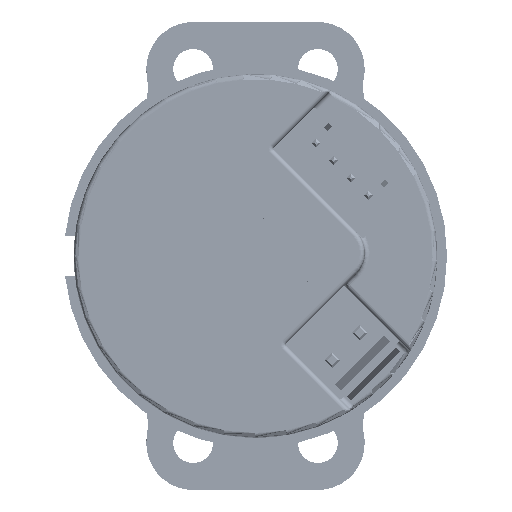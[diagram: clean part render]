
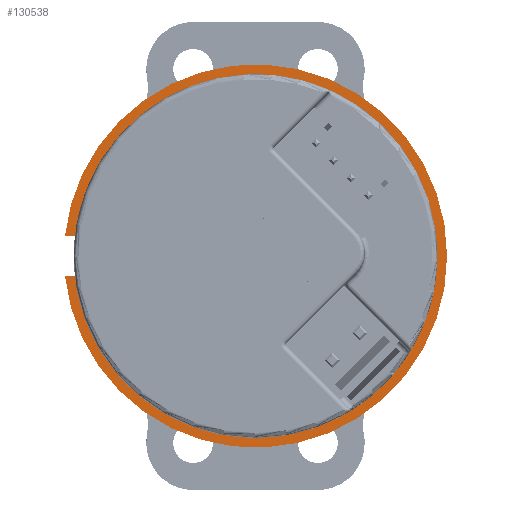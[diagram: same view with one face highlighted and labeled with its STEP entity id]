
A CAD part, front view. The second image highlights one B-rep face of the part: STEP entity #130538.
In plain terms, the highlighted face is planar.
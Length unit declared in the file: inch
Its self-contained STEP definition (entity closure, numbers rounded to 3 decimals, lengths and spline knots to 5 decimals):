
#470 = DIRECTION ( 'NONE',  ( 0., 0., -1. ) ) ;
#3988 = VERTEX_POINT ( 'NONE', #4703 ) ;
#4703 = CARTESIAN_POINT ( 'NONE',  ( 0.76367, -0.07874, 1.96063 ) ) ;
#10223 = CARTESIAN_POINT ( 'NONE',  ( 0.70427, -0.07874, 1.96063 ) ) ;
#12294 = DIRECTION ( 'NONE',  ( -1., 0., 0. ) ) ;
#13254 = FACE_OUTER_BOUND ( 'NONE', #87374, .T. ) ;
#13863 = CARTESIAN_POINT ( 'NONE',  ( 0.76367, 0.07874, 1.96063 ) ) ;
#22369 = AXIS2_PLACEMENT_3D ( 'NONE', #57125, #171681, #48083 ) ;
#24007 = CARTESIAN_POINT ( 'NONE',  ( 0.70427, 0.07874, 1.96063 ) ) ;
#29674 = CARTESIAN_POINT ( 'NONE',  ( 0.70427, -0.07874, 1.96063 ) ) ;
#32409 = DIRECTION ( 'NONE',  ( -1., 0., 0. ) ) ;
#34966 = ORIENTED_EDGE ( 'NONE', *, *, #186758, .F. ) ;
#41896 = CARTESIAN_POINT ( 'NONE',  ( 0., 0., 1.96063 ) ) ;
#44132 = DIRECTION ( 'NONE',  ( 0., 0., -1. ) ) ;
#48083 = DIRECTION ( 'NONE',  ( -1., 0., 0. ) ) ;
#50466 = VERTEX_POINT ( 'NONE', #130975 ) ;
#54693 = CARTESIAN_POINT ( 'NONE',  ( -0.76772, 0., 1.96063 ) ) ;
#57125 = CARTESIAN_POINT ( 'NONE',  ( 0., 0., 1.96063 ) ) ;
#59081 = CARTESIAN_POINT ( 'NONE',  ( 0.76772, 0., 1.96063 ) ) ;
#59492 = ORIENTED_EDGE ( 'NONE', *, *, #125687, .F. ) ;
#61527 = DIRECTION ( 'NONE',  ( 1., 0., 0. ) ) ;
#66506 = ORIENTED_EDGE ( 'NONE', *, *, #98702, .T. ) ;
#68831 = DIRECTION ( 'NONE',  ( -1., 0., 0. ) ) ;
#72991 = AXIS2_PLACEMENT_3D ( 'NONE', #41896, #166489, #182455 ) ;
#80054 = ORIENTED_EDGE ( 'NONE', *, *, #86129, .F. ) ;
#86129 = EDGE_CURVE ( 'NONE', #3988, #92407, #189253, .T. ) ;
#87374 = EDGE_LOOP ( 'NONE', ( #165196, #66506, #34966, #59492, #80054, #168059 ) ) ;
#91543 = VECTOR ( 'NONE', #61527, 39.37008 ) ;
#92407 = VERTEX_POINT ( 'NONE', #54693 ) ;
#97828 = CARTESIAN_POINT ( 'NONE',  ( -0.70866, 0., 1.96063 ) ) ;
#98702 = EDGE_CURVE ( 'NONE', #185830, #50466, #143272, .T. ) ;
#105014 = DIRECTION ( 'NONE',  ( -1., 0., 0. ) ) ;
#107013 = PLANE ( 'NONE',  #151069 ) ;
#110903 = EDGE_CURVE ( 'NONE', #177072, #3988, #124436, .T. ) ;
#113392 = VERTEX_POINT ( 'NONE', #13863 ) ;
#114752 = AXIS2_PLACEMENT_3D ( 'NONE', #154089, #470, #32409 ) ;
#124436 = LINE ( 'NONE', #29674, #91543 ) ;
#125687 = EDGE_CURVE ( 'NONE', #92407, #113392, #194398, .T. ) ;
#130323 = VECTOR ( 'NONE', #68831, 39.37008 ) ;
#130538 = ADVANCED_FACE ( 'NONE', ( #13254 ), #107013, .F. ) ;
#130975 = CARTESIAN_POINT ( 'NONE',  ( 0.70427, 0.07874, 1.96063 ) ) ;
#143272 = CIRCLE ( 'NONE', #72991, 0.70866 ) ;
#148941 = CARTESIAN_POINT ( 'NONE',  ( 0., 0., 1.96063 ) ) ;
#151069 = AXIS2_PLACEMENT_3D ( 'NONE', #59081, #44132, #105014 ) ;
#154089 = CARTESIAN_POINT ( 'NONE',  ( 0., 0., 1.96063 ) ) ;
#154314 = AXIS2_PLACEMENT_3D ( 'NONE', #148941, #180777, #12294 ) ;
#157414 = EDGE_CURVE ( 'NONE', #177072, #185830, #181549, .T. ) ;
#165196 = ORIENTED_EDGE ( 'NONE', *, *, #157414, .T. ) ;
#166489 = DIRECTION ( 'NONE',  ( 0., 0., -1. ) ) ;
#168059 = ORIENTED_EDGE ( 'NONE', *, *, #110903, .F. ) ;
#171681 = DIRECTION ( 'NONE',  ( 0., 0., -1. ) ) ;
#177072 = VERTEX_POINT ( 'NONE', #10223 ) ;
#180777 = DIRECTION ( 'NONE',  ( 0., 0., -1. ) ) ;
#181549 = CIRCLE ( 'NONE', #114752, 0.70866 ) ;
#182455 = DIRECTION ( 'NONE',  ( -1., 0., 0. ) ) ;
#185830 = VERTEX_POINT ( 'NONE', #97828 ) ;
#186758 = EDGE_CURVE ( 'NONE', #113392, #50466, #190489, .T. ) ;
#189253 = CIRCLE ( 'NONE', #154314, 0.76772 ) ;
#190489 = LINE ( 'NONE', #24007, #130323 ) ;
#194398 = CIRCLE ( 'NONE', #22369, 0.76772 ) ;
